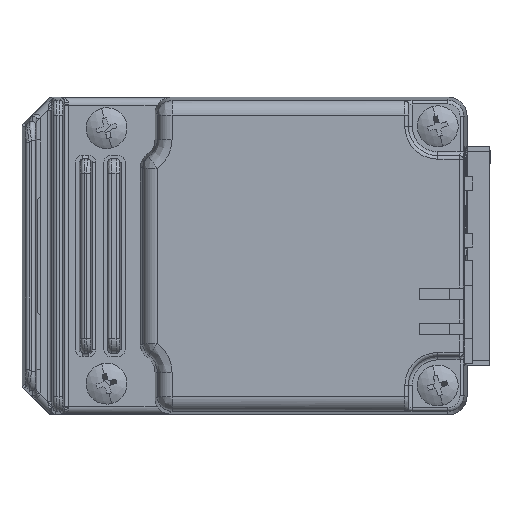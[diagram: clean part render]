
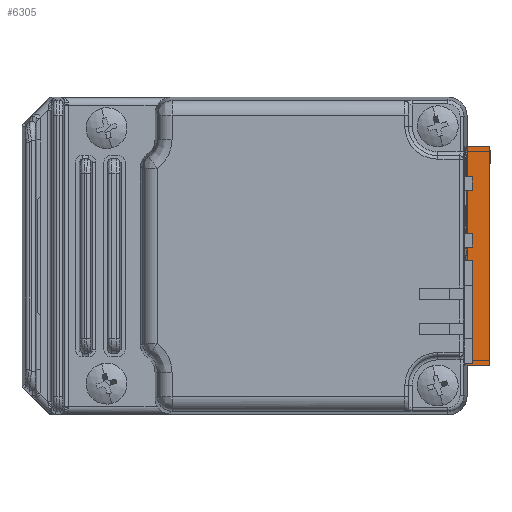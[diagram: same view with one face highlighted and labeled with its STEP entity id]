
A CAD part, front view. The second image highlights one B-rep face of the part: STEP entity #6305.
In plain terms, the highlighted planar face has unit normal (0, -1, 0).
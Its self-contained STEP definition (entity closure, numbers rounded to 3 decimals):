
#238 = CARTESIAN_POINT ( 'NONE',  ( 46.069, -73.208, 68.3 ) ) ;
#265 = VERTEX_POINT ( 'NONE', #1378 ) ;
#516 = CARTESIAN_POINT ( 'NONE',  ( 46.069, -73.208, 40.7 ) ) ;
#606 = EDGE_CURVE ( 'NONE', #265, #3367, #9927, .T. ) ;
#729 = CARTESIAN_POINT ( 'NONE',  ( 46.069, -73.208, 69.5 ) ) ;
#1378 = CARTESIAN_POINT ( 'NONE',  ( 33.369, -73.208, 40.7 ) ) ;
#1519 = LINE ( 'NONE', #729, #8083 ) ;
#1534 = CARTESIAN_POINT ( 'NONE',  ( 46.069, -73.208, 69.5 ) ) ;
#1740 = DIRECTION ( 'NONE',  ( -1., 0., 0. ) ) ;
#2415 = CARTESIAN_POINT ( 'NONE',  ( 46.069, -73.208, 69.5 ) ) ;
#2513 = DIRECTION ( 'NONE',  ( 0., 0., -1. ) ) ;
#2648 = FACE_OUTER_BOUND ( 'NONE', #9753, .T. ) ;
#2818 = VERTEX_POINT ( 'NONE', #2415 ) ;
#2873 = CARTESIAN_POINT ( 'NONE',  ( 46.069, -73.208, 39.5 ) ) ;
#3027 = LINE ( 'NONE', #12908, #10564 ) ;
#3248 = ORIENTED_EDGE ( 'NONE', *, *, #10356, .F. ) ;
#3367 = VERTEX_POINT ( 'NONE', #7874 ) ;
#3514 = VERTEX_POINT ( 'NONE', #2873 ) ;
#3594 = ORIENTED_EDGE ( 'NONE', *, *, #13229, .T. ) ;
#3736 = VECTOR ( 'NONE', #14352, 1000. ) ;
#3832 = LINE ( 'NONE', #1534, #9630 ) ;
#4003 = CARTESIAN_POINT ( 'NONE',  ( 33.369, -73.208, 69.5 ) ) ;
#4578 = ORIENTED_EDGE ( 'NONE', *, *, #5896, .T. ) ;
#5158 = ORIENTED_EDGE ( 'NONE', *, *, #6663, .F. ) ;
#5306 = VERTEX_POINT ( 'NONE', #5444 ) ;
#5344 = VECTOR ( 'NONE', #6956, 1000. ) ;
#5352 = DIRECTION ( 'NONE',  ( 0., 0., 1. ) ) ;
#5408 = CARTESIAN_POINT ( 'NONE',  ( 36.469, -73.208, 40.7 ) ) ;
#5444 = CARTESIAN_POINT ( 'NONE',  ( 33.369, -73.208, 39.5 ) ) ;
#5465 = CARTESIAN_POINT ( 'NONE',  ( 46.069, -73.208, 69.5 ) ) ;
#5896 = EDGE_CURVE ( 'NONE', #265, #5306, #9020, .T. ) ;
#6036 = VECTOR ( 'NONE', #1740, 1000. ) ;
#6223 = VERTEX_POINT ( 'NONE', #14004 ) ;
#6296 = EDGE_CURVE ( 'NONE', #6223, #7352, #9436, .T. ) ;
#6305 = ADVANCED_FACE ( 'NONE', ( #2648 ), #7851, .F. ) ;
#6663 = EDGE_CURVE ( 'NONE', #3514, #5306, #3027, .T. ) ;
#6956 = DIRECTION ( 'NONE',  ( 0., 0., -1. ) ) ;
#7352 = VERTEX_POINT ( 'NONE', #14366 ) ;
#7772 = DIRECTION ( 'NONE',  ( -1., 0., 0. ) ) ;
#7825 = DIRECTION ( 'NONE',  ( 0., 0., -1. ) ) ;
#7851 = PLANE ( 'NONE',  #15731 ) ;
#7874 = CARTESIAN_POINT ( 'NONE',  ( 36.469, -73.208, 40.7 ) ) ;
#8083 = VECTOR ( 'NONE', #12163, 1000. ) ;
#8533 = ORIENTED_EDGE ( 'NONE', *, *, #606, .F. ) ;
#8581 = CARTESIAN_POINT ( 'NONE',  ( 33.369, -73.208, 69.5 ) ) ;
#8727 = LINE ( 'NONE', #13150, #5344 ) ;
#8878 = LINE ( 'NONE', #5408, #9899 ) ;
#9020 = LINE ( 'NONE', #4003, #12975 ) ;
#9195 = DIRECTION ( 'NONE',  ( 0., 1., 0. ) ) ;
#9436 = LINE ( 'NONE', #238, #6036 ) ;
#9630 = VECTOR ( 'NONE', #7825, 1000. ) ;
#9753 = EDGE_LOOP ( 'NONE', ( #5158, #3248, #11937, #3594, #10395, #10883, #8533, #4578 ) ) ;
#9899 = VECTOR ( 'NONE', #5352, 1000. ) ;
#9927 = LINE ( 'NONE', #516, #3736 ) ;
#10356 = EDGE_CURVE ( 'NONE', #2818, #3514, #3832, .T. ) ;
#10395 = ORIENTED_EDGE ( 'NONE', *, *, #6296, .F. ) ;
#10564 = VECTOR ( 'NONE', #7772, 1000. ) ;
#10883 = ORIENTED_EDGE ( 'NONE', *, *, #14550, .F. ) ;
#10891 = EDGE_CURVE ( 'NONE', #14040, #2818, #1519, .T. ) ;
#11937 = ORIENTED_EDGE ( 'NONE', *, *, #10891, .F. ) ;
#12163 = DIRECTION ( 'NONE',  ( 1., 0., 0. ) ) ;
#12908 = CARTESIAN_POINT ( 'NONE',  ( 46.069, -73.208, 39.5 ) ) ;
#12975 = VECTOR ( 'NONE', #2513, 1000. ) ;
#13150 = CARTESIAN_POINT ( 'NONE',  ( 33.369, -73.208, 69.5 ) ) ;
#13229 = EDGE_CURVE ( 'NONE', #14040, #7352, #8727, .T. ) ;
#14004 = CARTESIAN_POINT ( 'NONE',  ( 36.469, -73.208, 68.3 ) ) ;
#14040 = VERTEX_POINT ( 'NONE', #8581 ) ;
#14350 = DIRECTION ( 'NONE',  ( 0., 0., 1. ) ) ;
#14352 = DIRECTION ( 'NONE',  ( 1., 0., 0. ) ) ;
#14366 = CARTESIAN_POINT ( 'NONE',  ( 33.369, -73.208, 68.3 ) ) ;
#14550 = EDGE_CURVE ( 'NONE', #3367, #6223, #8878, .T. ) ;
#15731 = AXIS2_PLACEMENT_3D ( 'NONE', #5465, #9195, #14350 ) ;
